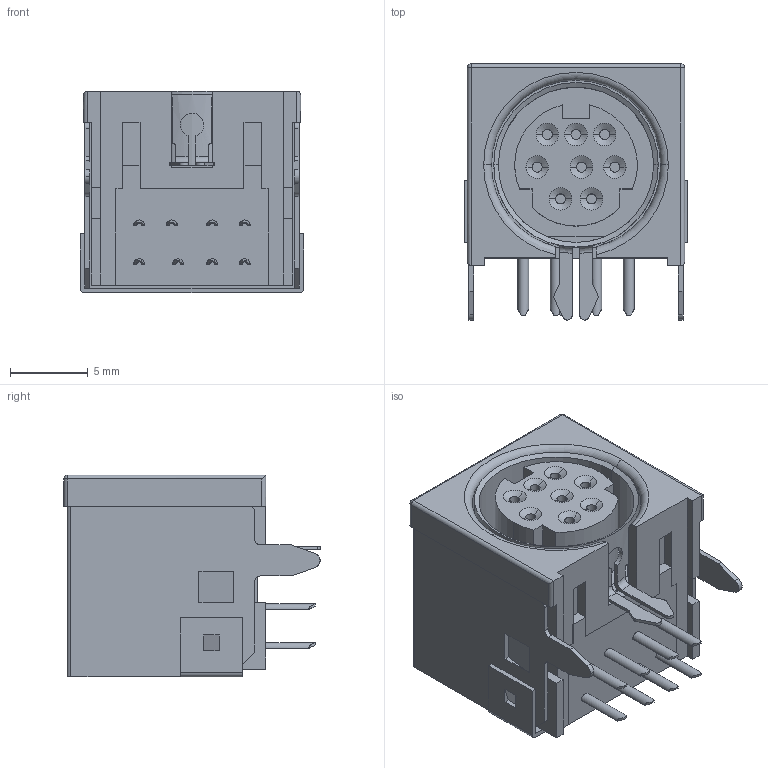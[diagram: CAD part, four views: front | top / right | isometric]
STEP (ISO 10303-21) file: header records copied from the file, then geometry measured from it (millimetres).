
FILE_DESCRIPTION (( 'STEP AP214' ), '1' );
FILE_NAME ('KMDGX-8S-AS_rC4.STEP', '2013-01-17T18:01:03', ( '' ), ( '' ), 'SwSTEP 2.0', 'SolidWorks 2012', '' );
FILE_SCHEMA (( 'AUTOMOTIVE_DESIGN' ));
Length unit declared in the file: millimetre
Products named in the file (1): KMDGX-8S-AS_rC4
Bounding box: 14.41 x 16.5 x 13 mm (x, y, z)
Volume: 1874.7 mm3; surface area: 2923 mm2
Topology: 1 solids, 1 shells, 326 faces, 861 edges, 552 vertices
Faces by surface type: plane 224, cylinder 75, cone 18, torus 7, sphere 2
Entity records: 11446 total; most frequent: CARTESIAN_POINT 1946, ORIENTED_EDGE 1718, DIRECTION 1630, EDGE_CURVE 859, LINE 646, VECTOR 646, VERTEX_POINT 552, AXIS2_PLACEMENT_3D 492
